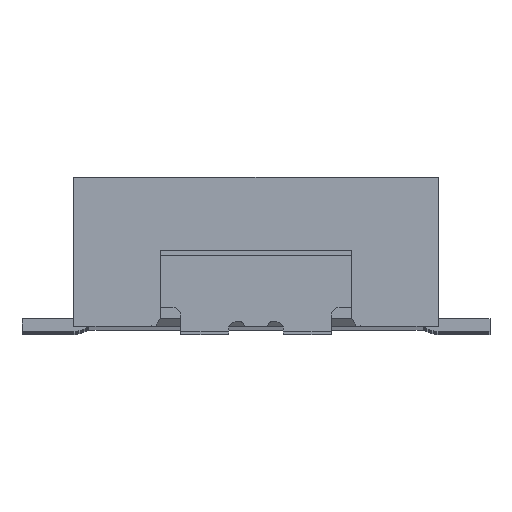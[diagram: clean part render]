
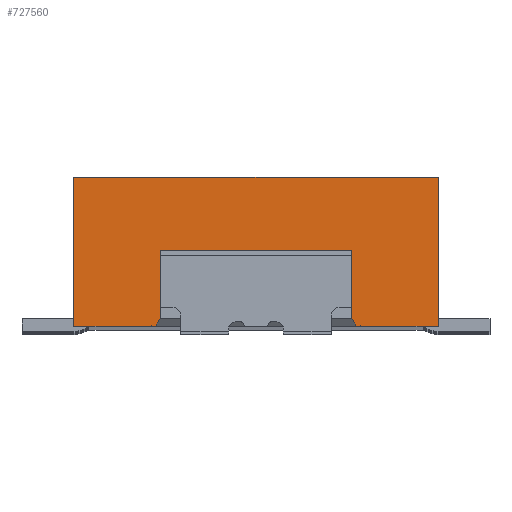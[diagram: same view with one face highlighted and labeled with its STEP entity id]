
A CAD part, top view. The second image highlights one B-rep face of the part: STEP entity #727560.
In plain terms, the highlighted planar face has unit normal (0, 0, 1).
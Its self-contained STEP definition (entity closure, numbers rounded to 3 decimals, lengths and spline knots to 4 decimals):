
#56820=CARTESIAN_POINT('',(16.2988,-0.3753,15.01));
#56830=VERTEX_POINT('',#56820);
#56860=CARTESIAN_POINT('',(16.2988,-0.7216,15.01));
#56870=DIRECTION('',(0.,1.,0.));
#56880=VECTOR('',#56870,1.);
#56890=LINE('',#56860,#56880);
#56900=CARTESIAN_POINT('',(16.2988,-1.3253,15.01));
#56910=VERTEX_POINT('',#56900);
#56920=EDGE_CURVE('',#56910,#56830,#56890,.T.);
#113290=CARTESIAN_POINT('',(16.8188,-1.3253,15.01));
#113300=VERTEX_POINT('',#113290);
#113330=CARTESIAN_POINT('',(17.181,-0.7216,15.01));
#113340=DIRECTION('',(0.514,0.857,
0.));
#113350=VECTOR('',#113340,1.);
#113360=LINE('',#113330,#113350);
#113370=CARTESIAN_POINT('',(16.8488,-1.2753,15.01));
#113380=VERTEX_POINT('',#113370);
#113390=EDGE_CURVE('',#113300,#113380,#113360,.T.);
#207900=CARTESIAN_POINT('',(18.0688,-1.2753,15.01));
#207910=VERTEX_POINT('',#207900);
#207940=CARTESIAN_POINT('',(17.7365,-0.7216,15.01));
#207950=DIRECTION('',(-0.514,0.857,
0.));
#207960=VECTOR('',#207950,1.);
#207970=LINE('',#207940,#207960);
#207980=CARTESIAN_POINT('',(18.0988,-1.3253,15.01));
#207990=VERTEX_POINT('',#207980);
#208000=EDGE_CURVE('',#207990,#207910,#207970,.T.);
#227600=CARTESIAN_POINT('',(17.4221,-1.3253,15.01));
#227610=DIRECTION('',(1.,0.,0.));
#227620=VECTOR('',#227610,1.);
#227630=LINE('',#227600,#227620);
#227640=EDGE_CURVE('',#56910,#113300,#227630,.T.);
#228060=CARTESIAN_POINT('',(17.4954,-1.3253,15.01));
#228070=DIRECTION('',(-1.,0.,0.));
#228080=VECTOR('',#228070,1.);
#228090=LINE('',#228060,#228080);
#228100=CARTESIAN_POINT('',(18.6188,-1.3253,15.01));
#228110=VERTEX_POINT('',#228100);
#228120=EDGE_CURVE('',#228110,#207990,#228090,.T.);
#234840=CARTESIAN_POINT('',(18.6188,-0.3753,15.01));
#234850=VERTEX_POINT('',#234840);
#234880=CARTESIAN_POINT('',(17.4221,-0.3753,15.01));
#234890=DIRECTION('',(1.,0.,0.));
#234900=VECTOR('',#234890,1.);
#234910=LINE('',#234880,#234900);
#234920=EDGE_CURVE('',#56830,#234850,#234910,.T.);
#582310=CARTESIAN_POINT('',(16.8488,-0.7216,15.01));
#582320=DIRECTION('',(0.,-1.,0.));
#582330=VECTOR('',#582320,1.);
#582340=LINE('',#582310,#582330);
#582350=CARTESIAN_POINT('',(16.8488,-0.8453,15.01));
#582360=VERTEX_POINT('',#582350);
#582370=EDGE_CURVE('',#582360,#113380,#582340,.T.);
#582650=CARTESIAN_POINT('',(17.4221,-0.8453,15.01));
#582660=DIRECTION('',(-1.,0.,0.));
#582670=VECTOR('',#582660,1.);
#582680=LINE('',#582650,#582670);
#582690=CARTESIAN_POINT('',(18.0688,-0.8453,15.01));
#582700=VERTEX_POINT('',#582690);
#582710=EDGE_CURVE('',#582700,#582360,#582680,.T.);
#727290=CARTESIAN_POINT('',(18.1838,-0.7553,15.01));
#727300=DIRECTION('',(0.,0.,1.));
#727310=DIRECTION('',(0.,-1.,0.));
#727320=AXIS2_PLACEMENT_3D('',#727290,#727300,#727310);
#727330=PLANE('',#727320);
#727340=ORIENTED_EDGE('',*,*,#582370,.F.);
#727350=ORIENTED_EDGE('',*,*,#113390,.T.);
#727360=ORIENTED_EDGE('',*,*,#227640,.T.);
#727370=ORIENTED_EDGE('',*,*,#56920,.F.);
#727380=ORIENTED_EDGE('',*,*,#234920,.F.);
#727390=CARTESIAN_POINT('',(18.6188,-0.7216,15.01));
#727400=DIRECTION('',(0.,1.,0.));
#727410=VECTOR('',#727400,1.);
#727420=LINE('',#727390,#727410);
#727430=EDGE_CURVE('',#228110,#234850,#727420,.T.);
#727440=ORIENTED_EDGE('',*,*,#727430,.T.);
#727450=ORIENTED_EDGE('',*,*,#228120,.F.);
#727460=ORIENTED_EDGE('',*,*,#208000,.F.);
#727470=CARTESIAN_POINT('',(18.0688,-0.7216,15.01));
#727480=DIRECTION('',(0.,-1.,0.));
#727490=VECTOR('',#727480,1.);
#727500=LINE('',#727470,#727490);
#727510=EDGE_CURVE('',#582700,#207910,#727500,.T.);
#727520=ORIENTED_EDGE('',*,*,#727510,.T.);
#727530=ORIENTED_EDGE('',*,*,#582710,.F.);
#727540=EDGE_LOOP('',(#727530,#727520,#727460,#727450,#727440,#727380,
#727370,#727360,#727350,#727340));
#727550=FACE_OUTER_BOUND('',#727540,.T.);
#727560=ADVANCED_FACE('',(#727550),#727330,.T.);
